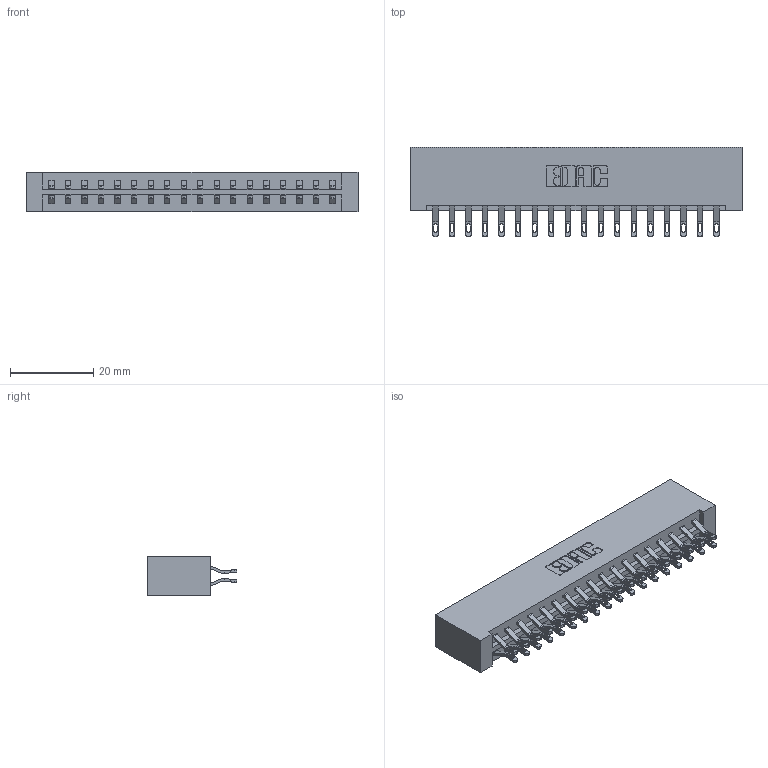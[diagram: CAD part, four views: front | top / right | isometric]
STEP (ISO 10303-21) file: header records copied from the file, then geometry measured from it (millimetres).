
FILE_DESCRIPTION (( 'STEP AP203' ), '1' );
FILE_NAME ('333-036-555-201.STEP', '2018-08-03T01:30:19', ( '' ), ( '' ), 'SwSTEP 2.0', 'SolidWorks 2016', '' );
FILE_SCHEMA (( 'CONFIG_CONTROL_DESIGN' ));
Length unit declared in the file: inch
Products named in the file (3): 345-292-001_555 Tail; 333-036-555-201; 333 Part_Lugless
Assembly tree (37 placements, depth 2):
  333-036-555-201
    333 Part_Lugless
    345-292-001_555 Tail  x36
Bounding box: 79.58 x 21.47 x 9.4 mm (x, y, z)
Volume: 8636.7 mm3; surface area: 10367.7 mm2
Topology: 37 solids, 37 shells, 2194 faces, 6875 edges, 4582 vertices
Faces by surface type: plane 1290, cylinder 904
Entity records: 14733 total; most frequent: CARTESIAN_POINT 2504, ORIENTED_EDGE 2410, DIRECTION 2145, EDGE_CURVE 1205, LINE 1065, VECTOR 1065, VERTEX_POINT 802, AXIS2_PLACEMENT_3D 540
